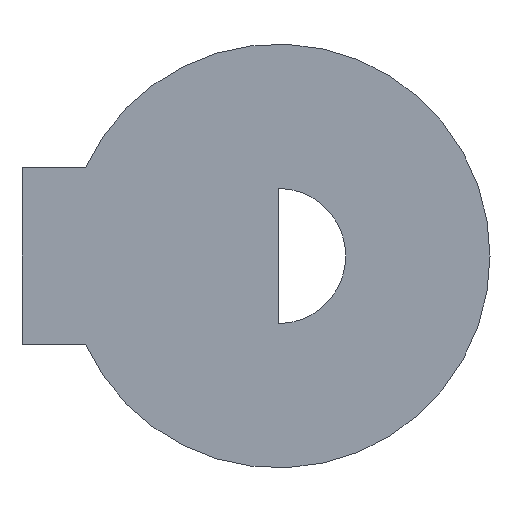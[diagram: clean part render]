
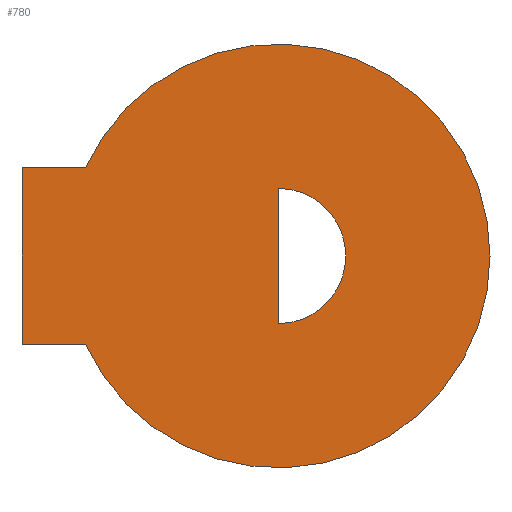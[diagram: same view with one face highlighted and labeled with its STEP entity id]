
A CAD part, left-side view. The second image highlights one B-rep face of the part: STEP entity #780.
In plain terms, the highlighted planar face has unit normal (-1, 0, 0).
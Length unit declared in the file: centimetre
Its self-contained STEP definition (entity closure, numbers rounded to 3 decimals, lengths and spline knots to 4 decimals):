
#7 = VECTOR ( 'NONE', #688, 100. ) ;
#8 = CARTESIAN_POINT ( 'NONE',  ( 0., 1.2497, -0.4309 ) ) ;
#12 = CIRCLE ( 'NONE', #570, 0.33 ) ;
#40 = CARTESIAN_POINT ( 'NONE',  ( 0., 0.9397, 0.4309 ) ) ;
#44 = AXIS2_PLACEMENT_3D ( 'NONE', #239, #49, #177 ) ;
#49 = DIRECTION ( 'NONE',  ( -1., 0., 0. ) ) ;
#74 = EDGE_CURVE ( 'NONE', #654, #682, #554, .T. ) ;
#93 = VERTEX_POINT ( 'NONE', #728 ) ;
#96 = DIRECTION ( 'NONE',  ( -1., 0., 0. ) ) ;
#103 = DIRECTION ( 'NONE',  ( 0., -1., 0. ) ) ;
#134 = CARTESIAN_POINT ( 'NONE',  ( 0., -1.0338, 0. ) ) ;
#164 = DIRECTION ( 'NONE',  ( 0., -1., 0. ) ) ;
#168 = LINE ( 'NONE', #426, #7 ) ;
#169 = DIRECTION ( 'NONE',  ( 0., 0., 1. ) ) ;
#172 = VERTEX_POINT ( 'NONE', #290 ) ;
#175 = EDGE_CURVE ( 'NONE', #740, #652, #359, .T. ) ;
#177 = DIRECTION ( 'NONE',  ( 0., -1., 0. ) ) ;
#192 = VERTEX_POINT ( 'NONE', #466 ) ;
#203 = EDGE_LOOP ( 'NONE', ( #259, #796, #721 ) ) ;
#207 = ORIENTED_EDGE ( 'NONE', *, *, #834, .F. ) ;
#209 = CARTESIAN_POINT ( 'NONE',  ( 0., 0., 0. ) ) ;
#212 = EDGE_CURVE ( 'NONE', #249, #93, #12, .T. ) ;
#239 = CARTESIAN_POINT ( 'NONE',  ( 0., 0., 0. ) ) ;
#249 = VERTEX_POINT ( 'NONE', #821 ) ;
#259 = ORIENTED_EDGE ( 'NONE', *, *, #546, .F. ) ;
#264 = EDGE_CURVE ( 'NONE', #192, #740, #464, .T. ) ;
#271 = DIRECTION ( 'NONE',  ( -1., 0., 0. ) ) ;
#284 = DIRECTION ( 'NONE',  ( 0., 1., 0. ) ) ;
#289 = DIRECTION ( 'NONE',  ( -1., 0., 0. ) ) ;
#290 = CARTESIAN_POINT ( 'NONE',  ( 0., 0., -0.33 ) ) ;
#298 = CARTESIAN_POINT ( 'NONE',  ( 0., 0., 0. ) ) ;
#302 = CIRCLE ( 'NONE', #44, 0.33 ) ;
#311 = ORIENTED_EDGE ( 'NONE', *, *, #74, .F. ) ;
#317 = ORIENTED_EDGE ( 'NONE', *, *, #663, .T. ) ;
#321 = CARTESIAN_POINT ( 'NONE',  ( 0., 1.2497, 0.4309 ) ) ;
#332 = DIRECTION ( 'NONE',  ( 0., -1., 0. ) ) ;
#341 = AXIS2_PLACEMENT_3D ( 'NONE', #397, #271, #332 ) ;
#343 = AXIS2_PLACEMENT_3D ( 'NONE', #209, #289, #164 ) ;
#345 = CARTESIAN_POINT ( 'NONE',  ( 0., 0.33, 0. ) ) ;
#347 = DIRECTION ( 'NONE',  ( 0., 0., 1. ) ) ;
#356 = DIRECTION ( 'NONE',  ( 0., -1., 0. ) ) ;
#359 = CIRCLE ( 'NONE', #341, 1.0338 ) ;
#368 = EDGE_LOOP ( 'NONE', ( #619, #420, #207, #311, #317 ) ) ;
#397 = CARTESIAN_POINT ( 'NONE',  ( 0., 0., 0. ) ) ;
#412 = VECTOR ( 'NONE', #347, 100. ) ;
#413 = LINE ( 'NONE', #626, #638 ) ;
#420 = ORIENTED_EDGE ( 'NONE', *, *, #175, .T. ) ;
#426 = CARTESIAN_POINT ( 'NONE',  ( 0., 1.2497, -0.4309 ) ) ;
#427 = LINE ( 'NONE', #689, #749 ) ;
#464 = CIRCLE ( 'NONE', #343, 1.0338 ) ;
#466 = CARTESIAN_POINT ( 'NONE',  ( 0., 0.9397, -0.4309 ) ) ;
#513 = CARTESIAN_POINT ( 'NONE',  ( 0., 1.2497, -0.4309 ) ) ;
#546 = EDGE_CURVE ( 'NONE', #172, #249, #302, .T. ) ;
#554 = LINE ( 'NONE', #8, #412 ) ;
#558 = FACE_BOUND ( 'NONE', #203, .T. ) ;
#570 = AXIS2_PLACEMENT_3D ( 'NONE', #298, #96, #356 ) ;
#619 = ORIENTED_EDGE ( 'NONE', *, *, #264, .T. ) ;
#626 = CARTESIAN_POINT ( 'NONE',  ( 0., 0., -0.4309 ) ) ;
#638 = VECTOR ( 'NONE', #169, 100. ) ;
#652 = VERTEX_POINT ( 'NONE', #40 ) ;
#654 = VERTEX_POINT ( 'NONE', #513 ) ;
#663 = EDGE_CURVE ( 'NONE', #654, #192, #168, .T. ) ;
#667 = FACE_OUTER_BOUND ( 'NONE', #368, .T. ) ;
#674 = DIRECTION ( 'NONE',  ( 1., 0., 0. ) ) ;
#682 = VERTEX_POINT ( 'NONE', #321 ) ;
#688 = DIRECTION ( 'NONE',  ( 0., -1., 0. ) ) ;
#689 = CARTESIAN_POINT ( 'NONE',  ( 0., 1.2497, 0.4309 ) ) ;
#721 = ORIENTED_EDGE ( 'NONE', *, *, #212, .F. ) ;
#728 = CARTESIAN_POINT ( 'NONE',  ( 0., 0., 0.33 ) ) ;
#738 = AXIS2_PLACEMENT_3D ( 'NONE', #345, #674, #284 ) ;
#740 = VERTEX_POINT ( 'NONE', #134 ) ;
#749 = VECTOR ( 'NONE', #103, 100. ) ;
#780 = ADVANCED_FACE ( 'NONE', ( #667, #558 ), #810, .F. ) ;
#796 = ORIENTED_EDGE ( 'NONE', *, *, #816, .T. ) ;
#810 = PLANE ( 'NONE',  #738 ) ;
#816 = EDGE_CURVE ( 'NONE', #172, #93, #413, .T. ) ;
#821 = CARTESIAN_POINT ( 'NONE',  ( 0., -0.33, 0. ) ) ;
#834 = EDGE_CURVE ( 'NONE', #682, #652, #427, .T. ) ;
